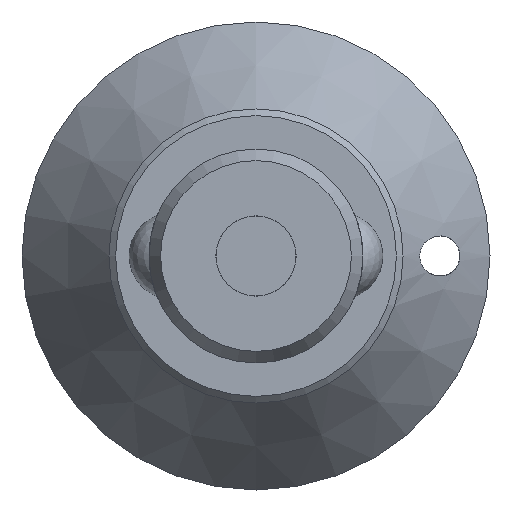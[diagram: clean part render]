
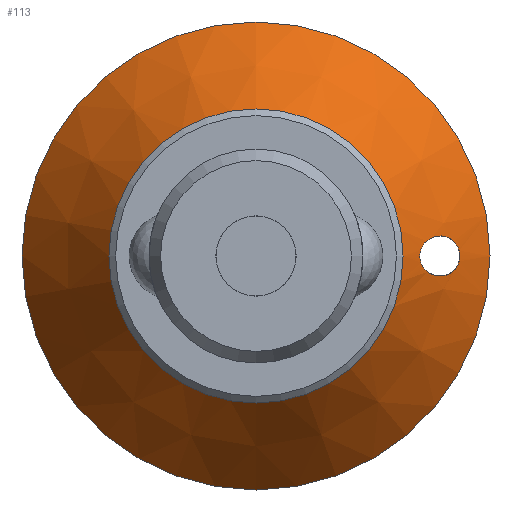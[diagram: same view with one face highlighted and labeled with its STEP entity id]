
A CAD part, front view. The second image highlights one B-rep face of the part: STEP entity #113.
In plain terms, the highlighted conical face has half-angle 34.7 degrees and reference radius 17.5 mm.
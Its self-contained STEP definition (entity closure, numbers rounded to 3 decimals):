
#113 = ADVANCED_FACE( '', ( #251, #252, #253 ), #254, .T. );
#251 = FACE_BOUND( '', #394, .T. );
#252 = FACE_OUTER_BOUND( '', #395, .T. );
#253 = FACE_BOUND( '', #396, .T. );
#254 = CONICAL_SURFACE( '', #397, 17.5, 0.606 );
#394 = EDGE_LOOP( '', ( #628 ) );
#395 = EDGE_LOOP( '', ( #629 ) );
#396 = EDGE_LOOP( '', ( #630 ) );
#397 = AXIS2_PLACEMENT_3D( '', #631, #632, #633 );
#628 = ORIENTED_EDGE( '', *, *, #720, .T. );
#629 = ORIENTED_EDGE( '', *, *, #661, .F. );
#630 = ORIENTED_EDGE( '', *, *, #667, .T. );
#631 = CARTESIAN_POINT( '', ( 0., 36.387, 0. ) );
#632 = DIRECTION( '', ( 0., 1., 0. ) );
#633 = DIRECTION( '', ( 0., 0., 1. ) );
#661 = EDGE_CURVE( '', #734, #734, #735, .T. );
#667 = EDGE_CURVE( '', #744, #744, #745, .T. );
#720 = EDGE_CURVE( '', #825, #825, #826, .T. );
#734 = VERTEX_POINT( '', #841 );
#735 = CIRCLE( '', #842, 17.5 );
#744 = VERTEX_POINT( '', #920 );
#745 = B_SPLINE_CURVE_WITH_KNOTS( '', 3, ( #921, #922, #923, #924, #925, #926, #927, #928, #929, #930, #931, #932, #933, #934, #935, #936, #937, #938, #939, #940, #941, #942, #943, #944, #945, #946, #947, #948, #949, #950, #951, #952, #953, #954, #955, #956, #957, #958, #959, #960, #961, #962, #963, #964, #965, #966, #967, #968, #969, #970 ), .UNSPECIFIED., .T., .F., ( 2, 2, 2, 2, 2, 2, 2, 2, 2, 2, 2, 2, 2, 2, 2, 2, 2, 2, 2, 2, 2, 2, 2, 2, 2, 2, 2 ), ( 0., 0., 0., 0.001, 0.001, 0.001, 0.002, 0.002, 0.002, 0.003, 0.004, 0.005, 0.006, 0.006, 0.007, 0.007, 0.007, 0.008, 0.008, 0.009, 0.01, 0.011, 0.012, 0.012, 0.013, 0.013, 0.014 ), .UNSPECIFIED. );
#825 = VERTEX_POINT( '', #1458 );
#826 = CIRCLE( '', #1459, 11. );
#841 = CARTESIAN_POINT( '', ( 0., 36.387, 17.5 ) );
#842 = AXIS2_PLACEMENT_3D( '', #1473, #1474, #1475 );
#920 = CARTESIAN_POINT( '', ( 12.46, 29.143, -0.766 ) );
#921 = CARTESIAN_POINT( '', ( 12.515, 29.231, -0.859 ) );
#922 = CARTESIAN_POINT( '', ( 12.405, 29.055, -0.672 ) );
#923 = CARTESIAN_POINT( '', ( 12.356, 28.976, -0.567 ) );
#924 = CARTESIAN_POINT( '', ( 12.3, 28.886, -0.388 ) );
#925 = CARTESIAN_POINT( '', ( 12.284, 28.861, -0.325 ) );
#926 = CARTESIAN_POINT( '', ( 12.261, 28.823, -0.194 ) );
#927 = CARTESIAN_POINT( '', ( 12.254, 28.811, -0.124 ) );
#928 = CARTESIAN_POINT( '', ( 12.246, 28.799, 0.083 ) );
#929 = CARTESIAN_POINT( '', ( 12.261, 28.823, 0.223 ) );
#930 = CARTESIAN_POINT( '', ( 12.322, 28.922, 0.478 ) );
#931 = CARTESIAN_POINT( '', ( 12.366, 28.993, 0.59 ) );
#932 = CARTESIAN_POINT( '', ( 12.469, 29.157, 0.789 ) );
#933 = CARTESIAN_POINT( '', ( 12.527, 29.249, 0.874 ) );
#934 = CARTESIAN_POINT( '', ( 12.651, 29.444, 1.026 ) );
#935 = CARTESIAN_POINT( '', ( 12.717, 29.547, 1.091 ) );
#936 = CARTESIAN_POINT( '', ( 12.921, 29.862, 1.262 ) );
#937 = CARTESIAN_POINT( '', ( 13.066, 30.083, 1.344 ) );
#938 = CARTESIAN_POINT( '', ( 13.366, 30.532, 1.459 ) );
#939 = CARTESIAN_POINT( '', ( 13.519, 30.756, 1.49 ) );
#940 = CARTESIAN_POINT( '', ( 13.83, 31.205, 1.506 ) );
#941 = CARTESIAN_POINT( '', ( 13.99, 31.432, 1.49 ) );
#942 = CARTESIAN_POINT( '', ( 14.306, 31.874, 1.403 ) );
#943 = CARTESIAN_POINT( '', ( 14.463, 32.089, 1.333 ) );
#944 = CARTESIAN_POINT( '', ( 14.691, 32.397, 1.172 ) );
#945 = CARTESIAN_POINT( '', ( 14.764, 32.496, 1.11 ) );
#946 = CARTESIAN_POINT( '', ( 14.904, 32.683, 0.963 ) );
#947 = CARTESIAN_POINT( '', ( 14.971, 32.772, 0.878 ) );
#948 = CARTESIAN_POINT( '', ( 15.09, 32.929, 0.684 ) );
#949 = CARTESIAN_POINT( '', ( 15.142, 32.997, 0.573 ) );
#950 = CARTESIAN_POINT( '', ( 15.22, 33.098, 0.327 ) );
#951 = CARTESIAN_POINT( '', ( 15.244, 33.13, 0.19 ) );
#952 = CARTESIAN_POINT( '', ( 15.254, 33.143, -0.085 ) );
#953 = CARTESIAN_POINT( '', ( 15.239, 33.123, -0.225 ) );
#954 = CARTESIAN_POINT( '', ( 15.176, 33.042, -0.483 ) );
#955 = CARTESIAN_POINT( '', ( 15.13, 32.981, -0.6 ) );
#956 = CARTESIAN_POINT( '', ( 14.964, 32.762, -0.913 ) );
#957 = CARTESIAN_POINT( '', ( 14.821, 32.573, -1.067 ) );
#958 = CARTESIAN_POINT( '', ( 14.523, 32.171, -1.299 ) );
#959 = CARTESIAN_POINT( '', ( 14.368, 31.959, -1.377 ) );
#960 = CARTESIAN_POINT( '', ( 14.051, 31.518, -1.479 ) );
#961 = CARTESIAN_POINT( '', ( 13.893, 31.294, -1.501 ) );
#962 = CARTESIAN_POINT( '', ( 13.581, 30.846, -1.499 ) );
#963 = CARTESIAN_POINT( '', ( 13.426, 30.62, -1.473 ) );
#964 = CARTESIAN_POINT( '', ( 13.124, 30.17, -1.372 ) );
#965 = CARTESIAN_POINT( '', ( 12.978, 29.95, -1.298 ) );
#966 = CARTESIAN_POINT( '', ( 12.771, 29.631, -1.14 ) );
#967 = CARTESIAN_POINT( '', ( 12.703, 29.525, -1.078 ) );
#968 = CARTESIAN_POINT( '', ( 12.575, 29.325, -0.938 ) );
#969 = CARTESIAN_POINT( '', ( 12.515, 29.231, -0.859 ) );
#970 = CARTESIAN_POINT( '', ( 12.405, 29.055, -0.672 ) );
#1458 = CARTESIAN_POINT( '', ( 0., 27., 11. ) );
#1459 = AXIS2_PLACEMENT_3D( '', #1545, #1546, #1547 );
#1473 = CARTESIAN_POINT( '', ( 0., 36.387, 0. ) );
#1474 = DIRECTION( '', ( 0., 1., 0. ) );
#1475 = DIRECTION( '', ( 0., 0., 1. ) );
#1545 = CARTESIAN_POINT( '', ( 0., 27., 0. ) );
#1546 = DIRECTION( '', ( 0., 1., 0. ) );
#1547 = DIRECTION( '', ( 0., 0., 1. ) );
